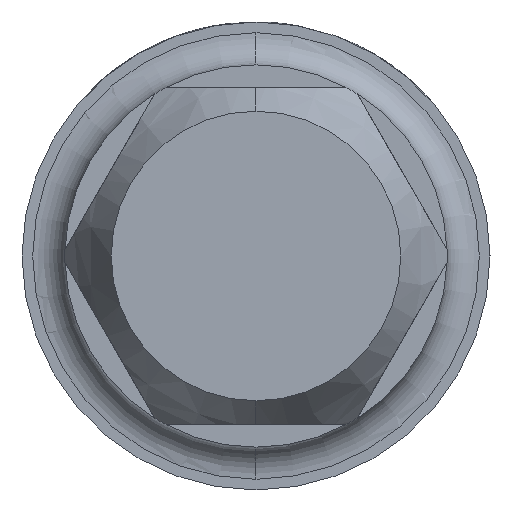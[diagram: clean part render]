
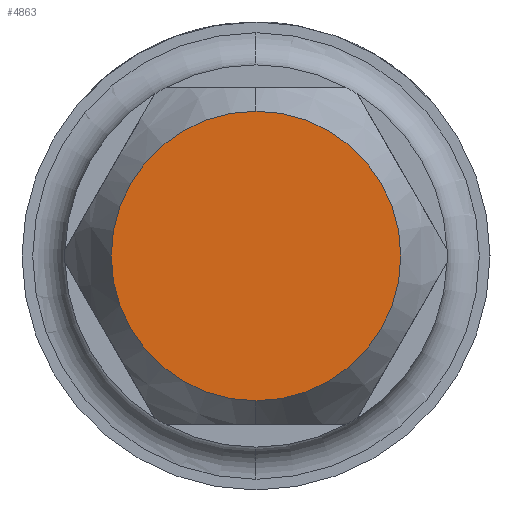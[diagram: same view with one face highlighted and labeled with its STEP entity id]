
A CAD part, left-side view. The second image highlights one B-rep face of the part: STEP entity #4863.
In plain terms, the highlighted planar face has unit normal (-1, 0, 0).
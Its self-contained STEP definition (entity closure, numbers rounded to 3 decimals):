
#81 = DIRECTION ( 'NONE',  ( 0., 0., 1. ) ) ;
#510 = VERTEX_POINT ( 'NONE', #2627 ) ;
#1950 = VERTEX_POINT ( 'NONE', #6585 ) ;
#2011 = DIRECTION ( 'NONE',  ( 0., 0., 1. ) ) ;
#2374 = CARTESIAN_POINT ( 'NONE',  ( -50., 0., 0. ) ) ;
#2448 = CIRCLE ( 'NONE', #2790, 2.704 ) ;
#2627 = CARTESIAN_POINT ( 'NONE',  ( -50., 0., 2.704 ) ) ;
#2790 = AXIS2_PLACEMENT_3D ( 'NONE', #3072, #5245, #2011 ) ;
#3005 = DIRECTION ( 'NONE',  ( 0., 0., 1. ) ) ;
#3072 = CARTESIAN_POINT ( 'NONE',  ( -50., 0., 0. ) ) ;
#3102 = AXIS2_PLACEMENT_3D ( 'NONE', #2374, #6877, #3005 ) ;
#3471 = EDGE_CURVE ( 'NONE', #1950, #510, #4533, .T. ) ;
#3582 = PLANE ( 'NONE',  #3102 ) ;
#3822 = CARTESIAN_POINT ( 'NONE',  ( -50., 0., 0. ) ) ;
#3859 = DIRECTION ( 'NONE',  ( -1., 0., 0. ) ) ;
#4533 = CIRCLE ( 'NONE', #5437, 2.704 ) ;
#4863 = ADVANCED_FACE ( 'NONE', ( #5759 ), #3582, .T. ) ;
#5245 = DIRECTION ( 'NONE',  ( -1., 0., 0. ) ) ;
#5382 = EDGE_CURVE ( 'NONE', #510, #1950, #2448, .T. ) ;
#5437 = AXIS2_PLACEMENT_3D ( 'NONE', #3822, #3859, #81 ) ;
#5564 = ORIENTED_EDGE ( 'NONE', *, *, #3471, .T. ) ;
#5601 = EDGE_LOOP ( 'NONE', ( #5564, #6113 ) ) ;
#5759 = FACE_OUTER_BOUND ( 'NONE', #5601, .T. ) ;
#6113 = ORIENTED_EDGE ( 'NONE', *, *, #5382, .T. ) ;
#6585 = CARTESIAN_POINT ( 'NONE',  ( -50., 0., -2.704 ) ) ;
#6877 = DIRECTION ( 'NONE',  ( -1., 0., 0. ) ) ;
